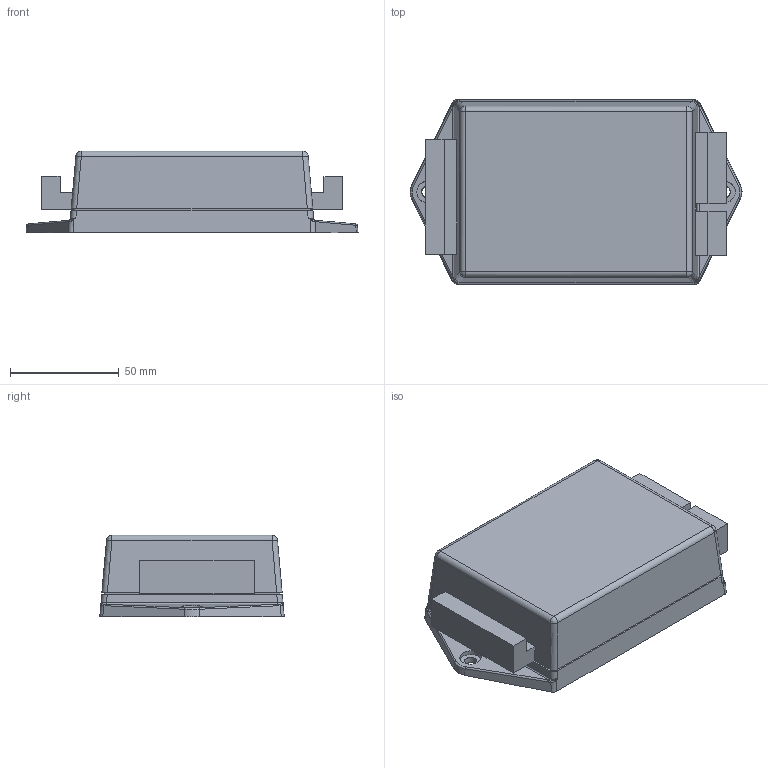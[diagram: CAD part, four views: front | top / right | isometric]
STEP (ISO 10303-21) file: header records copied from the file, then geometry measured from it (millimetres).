
FILE_DESCRIPTION((''),'2;1');
FILE_NAME('envelope-watt-node.stp','2016-08-18T11:05:57',( 'User'),('SDRC'),'I-DEAS Master Series','UNIX','Yes');
FILE_SCHEMA(('CONFIG_CONTROL_DESIGN', 'GEOMETRIC_VALIDATION_PROPERTIES_MIM','SHAPE_APPEARANCE_LAYER_MIM'));
Length unit declared in the file: inch
Bounding box: 152.73 x 84.87 x 37.54 mm (x, y, z)
Volume: 362603.9 mm3; surface area: 41863.1 mm2
Topology: 1 solids, 1 shells, 108 faces, 275 edges, 164 vertices
Faces by surface type: bspline 108
Entity records: 3732 total; most frequent: CARTESIAN_POINT 1949, ORIENTED_EDGE 534, EDGE_CURVE 267, B_SPLINE_CURVE_WITH_KNOTS 183, VERTEX_POINT 164, EDGE_LOOP 115, FACE_OUTER_BOUND 108, ADVANCED_FACE 108
